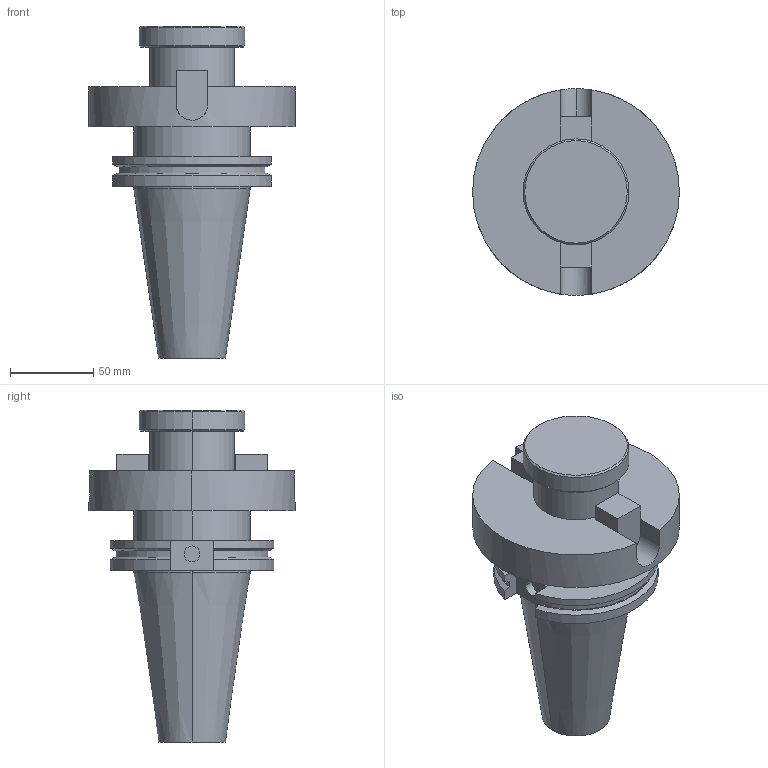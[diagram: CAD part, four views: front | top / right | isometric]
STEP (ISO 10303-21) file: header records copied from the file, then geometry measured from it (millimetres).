
FILE_DESCRIPTION (( 'STEP AP203' ), '1' );
FILE_NAME ('STP-44.151.86.240.STEP', '2020-06-30T08:09:55', ( '' ), ( '' ), 'SwSTEP 2.0', 'SolidWorks 2017', '' );
FILE_SCHEMA (( 'CONFIG_CONTROL_DESIGN' ));
Length unit declared in the file: millimetre
Products named in the file (1): STP-44.151.86.240
Bounding box: 123.95 x 123.95 x 199.09 mm (x, y, z)
Volume: 779600.9 mm3; surface area: 92112.8 mm2
Topology: 4 solids, 4 shells, 82 faces, 190 edges, 121 vertices
Faces by surface type: plane 36, cylinder 30, cone 16
Entity records: 2483 total; most frequent: CARTESIAN_POINT 507, DIRECTION 414, ORIENTED_EDGE 376, EDGE_CURVE 188, AXIS2_PLACEMENT_3D 154, VERTEX_POINT 121, VECTOR 106, LINE 106
